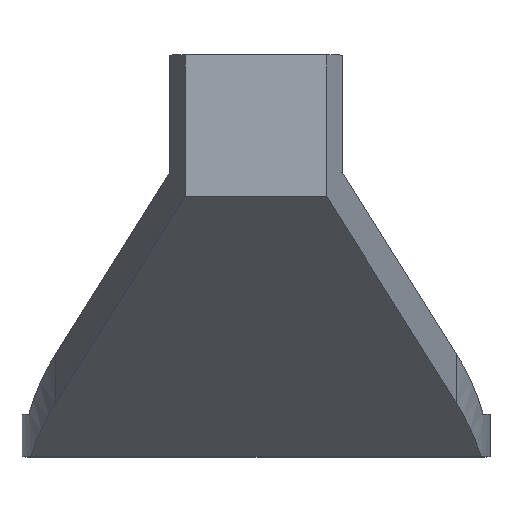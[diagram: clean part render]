
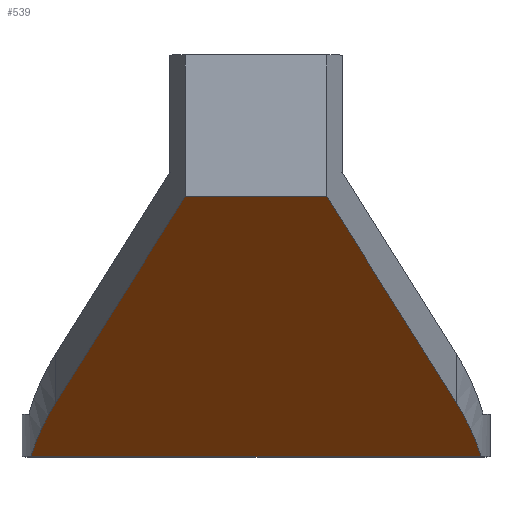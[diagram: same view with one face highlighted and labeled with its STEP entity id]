
A CAD part, top view. The second image highlights one B-rep face of the part: STEP entity #539.
In plain terms, the highlighted planar face has unit normal (0, -0.867, 0.499).
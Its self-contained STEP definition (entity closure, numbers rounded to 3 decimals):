
#24=PLANE('',#599);
#49=FACE_OUTER_BOUND('',#83,.T.);
#83=EDGE_LOOP('',(#421,#422,#423,#424,#425,#426));
#105=ELLIPSE('',#578,46.146,40.);
#110=ELLIPSE('',#598,46.146,40.);
#118=LINE('',#806,#176);
#135=LINE('',#862,#193);
#136=LINE('',#864,#194);
#137=LINE('',#865,#195);
#176=VECTOR('',#648,10.);
#193=VECTOR('',#697,10.);
#194=VECTOR('',#698,10.);
#195=VECTOR('',#699,10.);
#244=VERTEX_POINT('',#786);
#245=VERTEX_POINT('',#788);
#252=VERTEX_POINT('',#804);
#274=VERTEX_POINT('',#856);
#275=VERTEX_POINT('',#861);
#276=VERTEX_POINT('',#863);
#296=EDGE_CURVE('',#244,#245,#105,.T.);
#305=EDGE_CURVE('',#252,#244,#118,.T.);
#331=EDGE_CURVE('',#274,#252,#110,.T.);
#333=EDGE_CURVE('',#275,#274,#135,.T.);
#334=EDGE_CURVE('',#275,#276,#136,.T.);
#335=EDGE_CURVE('',#245,#276,#137,.T.);
#421=ORIENTED_EDGE('',*,*,#296,.F.);
#422=ORIENTED_EDGE('',*,*,#305,.F.);
#423=ORIENTED_EDGE('',*,*,#331,.F.);
#424=ORIENTED_EDGE('',*,*,#333,.F.);
#425=ORIENTED_EDGE('',*,*,#334,.T.);
#426=ORIENTED_EDGE('',*,*,#335,.F.);
#539=ADVANCED_FACE('',(#49),#24,.F.);
#578=AXIS2_PLACEMENT_3D('',#789,#632,#633);
#598=AXIS2_PLACEMENT_3D('',#858,#692,#693);
#599=AXIS2_PLACEMENT_3D('',#860,#695,#696);
#632=DIRECTION('center_axis',(0.,0.867,-0.499));
#633=DIRECTION('ref_axis',(0.,0.499,0.867));
#648=DIRECTION('',(-1.,0.,0.));
#692=DIRECTION('center_axis',(0.,0.867,-0.499));
#693=DIRECTION('ref_axis',(0.,0.499,0.867));
#695=DIRECTION('center_axis',(0.,0.867,-0.499));
#696=DIRECTION('ref_axis',(0.,-0.499,-0.867));
#697=DIRECTION('',(0.3,-0.476,-0.827));
#698=DIRECTION('',(-1.,0.,0.));
#699=DIRECTION('',(0.3,0.476,0.827));
#786=CARTESIAN_POINT('',(-35.579,-23.,10.));
#788=CARTESIAN_POINT('',(-33.809,-19.203,16.601));
#789=CARTESIAN_POINT('Origin',(3.8,-27.039,2.979));
#804=CARTESIAN_POINT('',(-3.821,-23.,10.));
#806=CARTESIAN_POINT('',(0.,-23.,10.));
#856=CARTESIAN_POINT('',(-5.591,-19.203,16.601));
#858=CARTESIAN_POINT('Origin',(-43.2,-27.039,2.979));
#860=CARTESIAN_POINT('Origin',(0.,-4.735,41.75));
#861=CARTESIAN_POINT('',(-14.7,-4.735,41.75));
#862=CARTESIAN_POINT('',(-12.739,-7.85,36.336));
#863=CARTESIAN_POINT('',(-24.7,-4.735,41.75));
#864=CARTESIAN_POINT('',(0.,-4.735,41.75));
#865=CARTESIAN_POINT('',(-29.342,-12.108,28.934));
